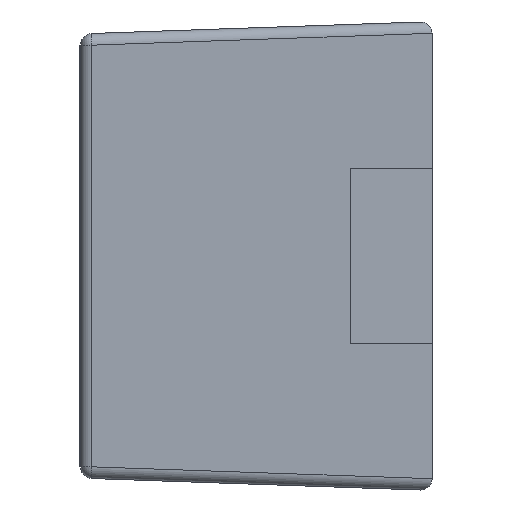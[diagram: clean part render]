
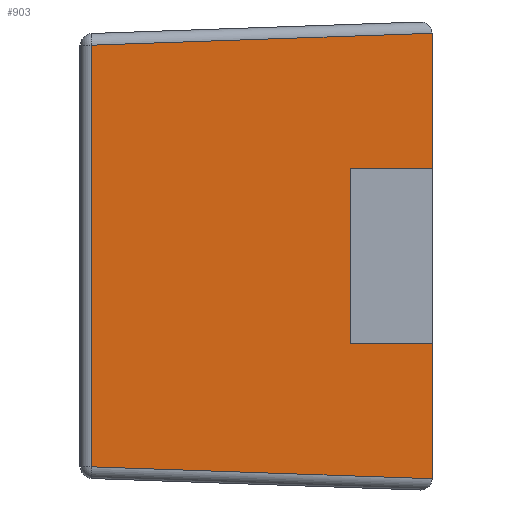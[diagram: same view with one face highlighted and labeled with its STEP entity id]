
A CAD part, left-side view. The second image highlights one B-rep face of the part: STEP entity #903.
In plain terms, the highlighted planar face has unit normal (-0.999, 0.035, 0).
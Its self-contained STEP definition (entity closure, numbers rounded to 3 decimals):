
#16 = ORIENTED_EDGE ( 'NONE', *, *, #557, .T. ) ;
#66 = ORIENTED_EDGE ( 'NONE', *, *, #117, .T. ) ;
#70 = LINE ( 'NONE', #898, #749 ) ;
#114 = EDGE_LOOP ( 'NONE', ( #16, #702, #66, #1391, #625, #405 ) ) ;
#117 = EDGE_CURVE ( 'NONE', #423, #579, #1714, .T. ) ;
#158 = PLANE ( 'NONE',  #529 ) ;
#187 = CARTESIAN_POINT ( 'NONE',  ( -0.6, 0., -0.4 ) ) ;
#224 = CARTESIAN_POINT ( 'NONE',  ( -0.6, -0.001, -0.38 ) ) ;
#275 = EDGE_CURVE ( 'NONE', #849, #860, #1323, .T. ) ;
#336 = CARTESIAN_POINT ( 'NONE',  ( -0.58, 0.581, 0.36 ) ) ;
#383 = VECTOR ( 'NONE', #1286, 1000. ) ;
#405 = ORIENTED_EDGE ( 'NONE', *, *, #1582, .T. ) ;
#423 = VERTEX_POINT ( 'NONE', #465 ) ;
#465 = CARTESIAN_POINT ( 'NONE',  ( -0.6, 0., 0.38 ) ) ;
#529 = AXIS2_PLACEMENT_3D ( 'NONE', #1491, #559, #691 ) ;
#531 = VECTOR ( 'NONE', #909, 1000. ) ;
#557 = EDGE_CURVE ( 'NONE', #706, #735, #1436, .T. ) ;
#559 = DIRECTION ( 'NONE',  ( -0.999, 0.035, 0. ) ) ;
#579 = VERTEX_POINT ( 'NONE', #336 ) ;
#625 = ORIENTED_EDGE ( 'NONE', *, *, #275, .T. ) ;
#691 = DIRECTION ( 'NONE',  ( -0.035, -0.999, 0. ) ) ;
#702 = ORIENTED_EDGE ( 'NONE', *, *, #995, .T. ) ;
#706 = VERTEX_POINT ( 'NONE', #1162 ) ;
#735 = VERTEX_POINT ( 'NONE', #1022 ) ;
#749 = VECTOR ( 'NONE', #1696, 1000. ) ;
#841 = CARTESIAN_POINT ( 'NONE',  ( -0.6, 0., -0.38 ) ) ;
#849 = VERTEX_POINT ( 'NONE', #1107 ) ;
#860 = VERTEX_POINT ( 'NONE', #974 ) ;
#898 = CARTESIAN_POINT ( 'NONE',  ( -0.58, 0.581, -0.379 ) ) ;
#903 = ADVANCED_FACE ( 'NONE', ( #1413 ), #158, .T. ) ;
#909 = DIRECTION ( 'NONE',  ( 0.035, 0.999, -0.035 ) ) ;
#950 = CARTESIAN_POINT ( 'NONE',  ( -0.6, 0., 0.38 ) ) ;
#973 = CARTESIAN_POINT ( 'NONE',  ( -0.6, 0., -0.379 ) ) ;
#974 = CARTESIAN_POINT ( 'NONE',  ( -0.6, 0., -0.38 ) ) ;
#995 = EDGE_CURVE ( 'NONE', #735, #423, #1586, .T. ) ;
#1022 = CARTESIAN_POINT ( 'NONE',  ( -0.6, 0., 0.379 ) ) ;
#1073 = VECTOR ( 'NONE', #1179, 1000. ) ;
#1099 = CARTESIAN_POINT ( 'NONE',  ( -0.6, 0., -0.38 ) ) ;
#1107 = CARTESIAN_POINT ( 'NONE',  ( -0.58, 0.581, -0.36 ) ) ;
#1162 = CARTESIAN_POINT ( 'NONE',  ( -0.6, 0., -0.379 ) ) ;
#1179 = DIRECTION ( 'NONE',  ( -0.035, -0.999, -0.035 ) ) ;
#1231 = CARTESIAN_POINT ( 'NONE',  ( -0.6, 0., -0.38 ) ) ;
#1286 = DIRECTION ( 'NONE',  ( 0., 0., 1. ) ) ;
#1316 = CARTESIAN_POINT ( 'NONE',  ( -0.599, 0.027, 0.379 ) ) ;
#1323 = LINE ( 'NONE', #224, #1073 ) ;
#1354 = CARTESIAN_POINT ( 'NONE',  ( -0.6, 0., 0.379 ) ) ;
#1369 = EDGE_CURVE ( 'NONE', #579, #849, #70, .T. ) ;
#1391 = ORIENTED_EDGE ( 'NONE', *, *, #1369, .T. ) ;
#1413 = FACE_OUTER_BOUND ( 'NONE', #114, .T. ) ;
#1436 = LINE ( 'NONE', #187, #383 ) ;
#1468 = CARTESIAN_POINT ( 'NONE',  ( -0.6, 0., 0.38 ) ) ;
#1491 = CARTESIAN_POINT ( 'NONE',  ( -0.6, 0., -0.4 ) ) ;
#1582 = EDGE_CURVE ( 'NONE', #860, #706, #1690, .T. ) ;
#1586 =( BOUNDED_CURVE ( )  B_SPLINE_CURVE ( 3, ( #1354, #950, #1468, #1722 ),
 .UNSPECIFIED., .F., .F. ) 
 B_SPLINE_CURVE_WITH_KNOTS ( ( 4, 4 ),
 ( 0., 0.036 ),
 .UNSPECIFIED. ) 
 CURVE ( )  GEOMETRIC_REPRESENTATION_ITEM ( )  RATIONAL_B_SPLINE_CURVE ( ( 1., 1., 1., 1. ) ) 
 REPRESENTATION_ITEM ( '' )  );
#1690 =( BOUNDED_CURVE ( )  B_SPLINE_CURVE ( 3, ( #1231, #1099, #841, #973 ),
 .UNSPECIFIED., .F., .F. ) 
 B_SPLINE_CURVE_WITH_KNOTS ( ( 4, 4 ),
 ( 3.105, 3.142 ),
 .UNSPECIFIED. ) 
 CURVE ( )  GEOMETRIC_REPRESENTATION_ITEM ( )  RATIONAL_B_SPLINE_CURVE ( ( 1., 1., 1., 1. ) ) 
 REPRESENTATION_ITEM ( '' )  );
#1696 = DIRECTION ( 'NONE',  ( 0., 0., -1. ) ) ;
#1714 = LINE ( 'NONE', #1316, #531 ) ;
#1722 = CARTESIAN_POINT ( 'NONE',  ( -0.6, 0., 0.38 ) ) ;
